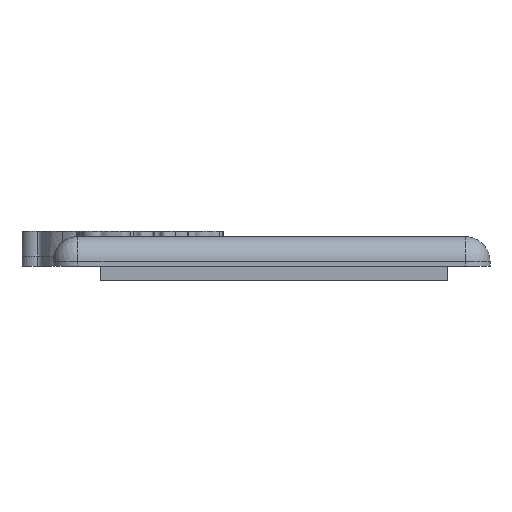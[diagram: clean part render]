
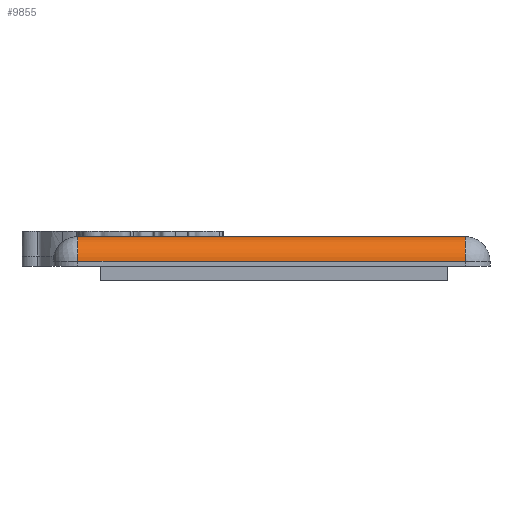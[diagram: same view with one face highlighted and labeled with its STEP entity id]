
A CAD part, left-side view. The second image highlights one B-rep face of the part: STEP entity #9855.
In plain terms, the highlighted cylindrical face has radius 5 mm (diameter 10 mm), a partial arc.
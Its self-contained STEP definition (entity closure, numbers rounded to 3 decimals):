
#758=CYLINDRICAL_SURFACE('',#10452,5.);
#846=FACE_OUTER_BOUND('',#1422,.T.);
#1422=EDGE_LOOP('',(#6635,#6636,#6637,#6638));
#2269=LINE('',#12533,#3150);
#2270=LINE('',#12535,#3151);
#3150=VECTOR('',#10856,10.);
#3151=VECTOR('',#10859,10.);
#3983=CIRCLE('',#10453,5.);
#3984=CIRCLE('',#10454,5.);
#4086=VERTEX_POINT('',#12521);
#4089=VERTEX_POINT('',#12529);
#4090=VERTEX_POINT('',#12530);
#4091=VERTEX_POINT('',#12532);
#5104=EDGE_CURVE('',#4089,#4090,#3983,.T.);
#5105=EDGE_CURVE('',#4090,#4091,#2269,.T.);
#5106=EDGE_CURVE('',#4091,#4086,#3984,.T.);
#5107=EDGE_CURVE('',#4086,#4089,#2270,.T.);
#6635=ORIENTED_EDGE('',*,*,#5104,.T.);
#6636=ORIENTED_EDGE('',*,*,#5105,.T.);
#6637=ORIENTED_EDGE('',*,*,#5106,.T.);
#6638=ORIENTED_EDGE('',*,*,#5107,.T.);
#9855=ADVANCED_FACE('',(#846),#758,.T.);
#10452=AXIS2_PLACEMENT_3D('',#12528,#10852,#10853);
#10453=AXIS2_PLACEMENT_3D('',#12531,#10854,#10855);
#10454=AXIS2_PLACEMENT_3D('',#12534,#10857,#10858);
#10852=DIRECTION('center_axis',(0.,-1.,0.));
#10853=DIRECTION('ref_axis',(-0.707,0.,0.707));
#10854=DIRECTION('center_axis',(0.,-1.,0.));
#10855=DIRECTION('ref_axis',(0.,0.,1.));
#10856=DIRECTION('',(0.,-1.,0.));
#10857=DIRECTION('center_axis',(0.,1.,0.));
#10858=DIRECTION('ref_axis',(-1.,0.,0.));
#10859=DIRECTION('',(0.,1.,0.));
#12521=CARTESIAN_POINT('',(114.475,-5.556,6.));
#12528=CARTESIAN_POINT('Origin',(114.475,55.444,1.));
#12529=CARTESIAN_POINT('',(114.475,72.444,6.));
#12530=CARTESIAN_POINT('',(109.475,72.444,1.));
#12531=CARTESIAN_POINT('Origin',(114.475,72.444,1.));
#12532=CARTESIAN_POINT('',(109.475,-5.556,1.));
#12533=CARTESIAN_POINT('',(109.475,55.444,1.));
#12534=CARTESIAN_POINT('Origin',(114.475,-5.556,1.));
#12535=CARTESIAN_POINT('',(114.475,55.444,6.));
